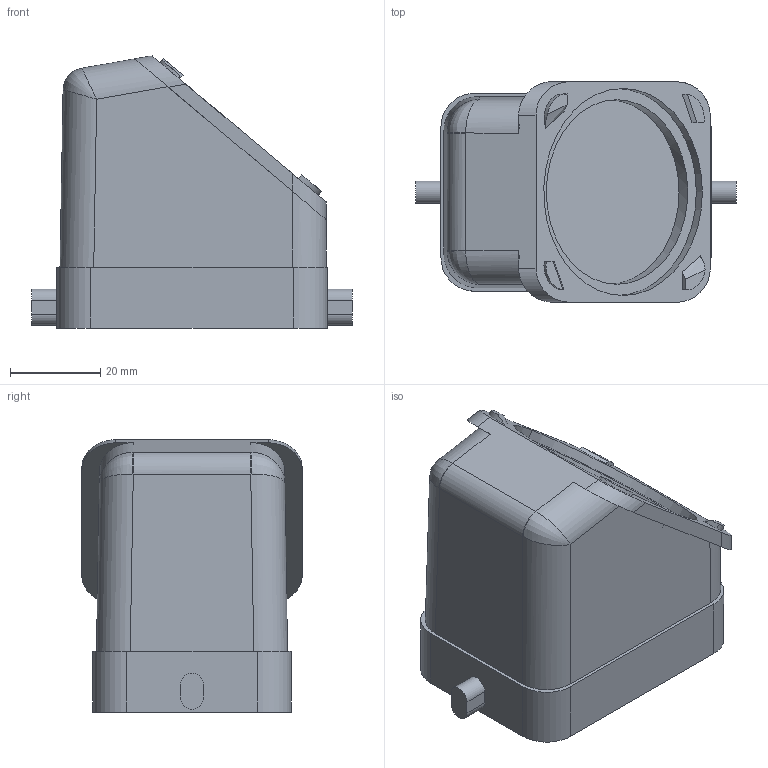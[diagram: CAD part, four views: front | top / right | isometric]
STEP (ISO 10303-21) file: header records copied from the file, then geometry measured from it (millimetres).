
FILE_DESCRIPTION(('SolidDesigner STEP Export'),'2;1');
FILE_NAME('1407619_HC_EVO_B06_HLFS_PLBK-select.stp','2013-03-01T13:21:24',(''),(''),'Creo Elements/Direct Modeling STEP processor for AP214 (Solid Model)','Creo Elements/Direct Modeling 18.1 06-May-2012 (C) Parametric Technology GmbH','');
FILE_SCHEMA(('AUTOMOTIVE_DESIGN { 1 0 10303 214 1 1 1 1 }'));
Length unit declared in the file: millimetre
Products named in the file (2): 1407619_HC_EVO_B06_HLFS_PLBK-select
Assembly tree (1 placements, depth 2):
  1407619_HC_EVO_B06_HLFS_PLBK-select
    1407619_HC_EVO_B06_HLFS_PLBK-select
Bounding box: 71.2 x 49 x 60.5 mm (x, y, z)
Volume: 90433.4 mm3; surface area: 18719.8 mm2
Topology: 1 solids, 1 shells, 104 faces, 269 edges, 179 vertices
Faces by surface type: plane 57, cylinder 39, bspline 8
Entity records: 6581 total; most frequent: CARTESIAN_POINT 3262, ORIENTED_EDGE 534, DIRECTION 464, EDGE_CURVE 267, VERTEX_POINT 179, AXIS2_PLACEMENT_3D 156, VECTOR 152, LINE 152
